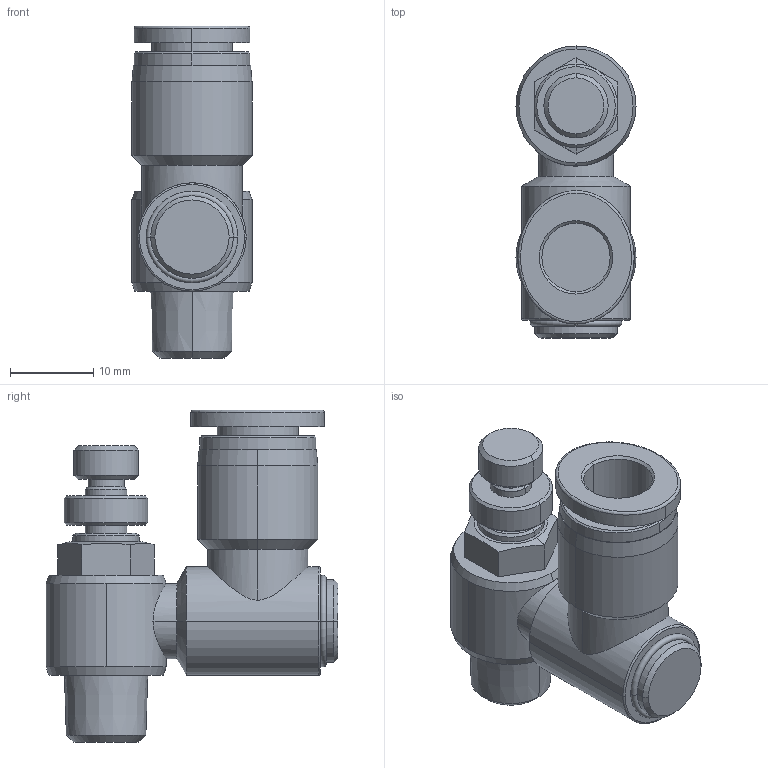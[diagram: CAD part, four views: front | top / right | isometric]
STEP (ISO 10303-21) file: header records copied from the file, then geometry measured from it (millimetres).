
FILE_DESCRIPTION((''),'2;1');
FILE_NAME('NSS 0801.stp','2017-07-22T11:42:06',(''),(''),'Mechanical Desktop 2009','Mechanical Desktop 2009',', , ');
FILE_SCHEMA(('CONFIG_CONTROL_DESIGN'));
Length unit declared in the file: millimetre
Products named in the file (2): NSS 0801; PART1
Assembly tree (1 placements, depth 2):
  NSS 0801
    PART1
Bounding box: 14.4 x 35 x 39.8 mm (x, y, z)
Volume: 7850.9 mm3; surface area: 5064.5 mm2
Topology: 1 solids, 2 shells, 112 faces, 237 edges, 141 vertices
Faces by surface type: cylinder 40, cone 36, plane 27, torus 6, bspline 3
Entity records: 3419 total; most frequent: CARTESIAN_POINT 869, DIRECTION 566, ORIENTED_EDGE 466, AXIS2_PLACEMENT_3D 238, EDGE_CURVE 233, VERTEX_POINT 139, EDGE_LOOP 130, CIRCLE 125
